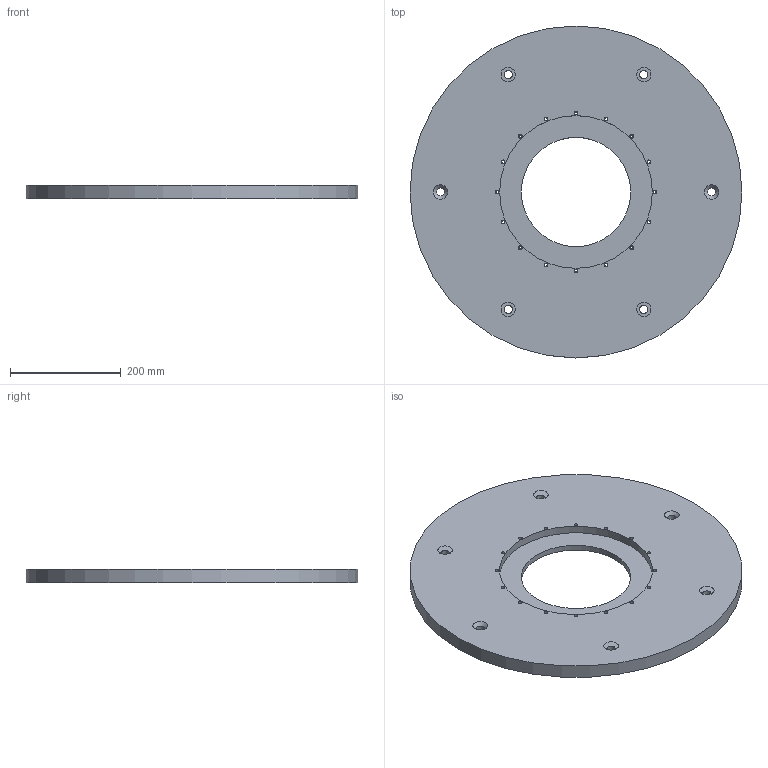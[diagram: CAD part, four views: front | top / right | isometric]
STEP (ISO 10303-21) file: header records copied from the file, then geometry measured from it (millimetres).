
FILE_DESCRIPTION(/* description */ (''),/* implementation_level */ '2;1');
FILE_NAME(/* name */ 'bas_600 v1.step',/* time_stamp */ '2020-02-26T23:15:36+01:00',/* author */ (''),/* organization */ (''),/* preprocessor_version */ 'ST-DEVELOPER v18',/* originating_system */ 'Autodesk Translation Framework v8.12.0.6',/* authorisation */ '');
FILE_SCHEMA (('AUTOMOTIVE_DESIGN { 1 0 10303 214 3 1 1 }'));
Length unit declared in the file: millimetre
Products named in the file (1): bas_600
Bounding box: 600 x 600 x 25 mm (x, y, z)
Volume: 5835619.6 mm3; surface area: 581478.1 mm2
Topology: 1 solids, 1 shells, 66 faces, 149 edges, 102 vertices
Faces by surface type: cylinder 41, plane 19, cone 6
Full cylindrical faces by diameter (mm): 5 x16, 6.6 x16, 15 x6, 197.571 x1, 276 x1, 600 x1
Entity records: 2044 total; most frequent: DIRECTION 385, CARTESIAN_POINT 318, ORIENTED_EDGE 298, AXIS2_PLACEMENT_3D 169, EDGE_CURVE 149, EDGE_LOOP 129, CIRCLE 102, VERTEX_POINT 102
